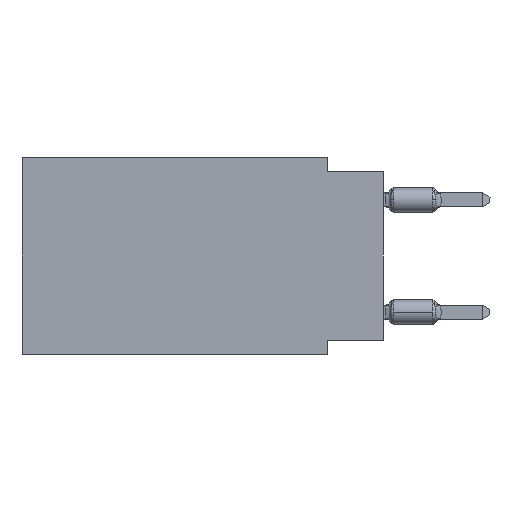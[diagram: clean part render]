
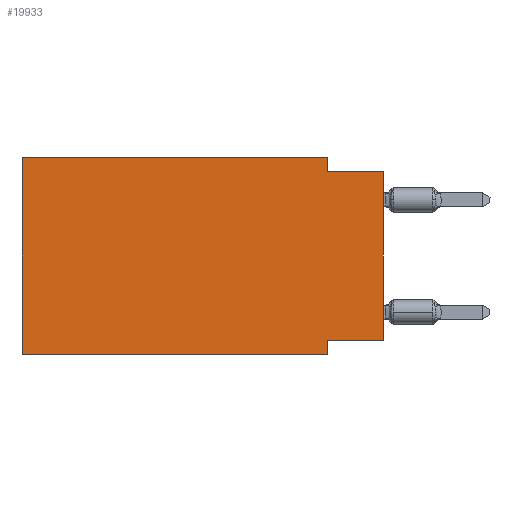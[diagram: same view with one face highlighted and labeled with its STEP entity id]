
A CAD part, left-side view. The second image highlights one B-rep face of the part: STEP entity #19933.
In plain terms, the highlighted planar face has unit normal (-1, 0, 0).
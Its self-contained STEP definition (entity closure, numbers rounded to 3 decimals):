
#121 = VECTOR ( 'NONE', #9997, 1000. ) ;
#361 = DIRECTION ( 'NONE',  ( 0., 0., -1. ) ) ;
#407 = DIRECTION ( 'NONE',  ( 0., 0., -1. ) ) ;
#713 = DIRECTION ( 'NONE',  ( 0., -1., 0. ) ) ;
#872 = CARTESIAN_POINT ( 'NONE',  ( 0., 0., -0.635 ) ) ;
#1013 = DIRECTION ( 'NONE',  ( 0., 0., 1. ) ) ;
#1227 = ORIENTED_EDGE ( 'NONE', *, *, #19040, .F. ) ;
#1337 = EDGE_LOOP ( 'NONE', ( #18631, #1558, #1227, #12294, #17854, #21012, #10868, #3399 ) ) ;
#1503 = LINE ( 'NONE', #20947, #7963 ) ;
#1529 = VERTEX_POINT ( 'NONE', #2518 ) ;
#1558 = ORIENTED_EDGE ( 'NONE', *, *, #6309, .F. ) ;
#1633 = VERTEX_POINT ( 'NONE', #20409 ) ;
#1711 = VERTEX_POINT ( 'NONE', #6251 ) ;
#2018 = AXIS2_PLACEMENT_3D ( 'NONE', #20310, #15057, #361 ) ;
#2130 = LINE ( 'NONE', #18949, #19413 ) ;
#2222 = EDGE_CURVE ( 'NONE', #11858, #1711, #2130, .T. ) ;
#2518 = CARTESIAN_POINT ( 'NONE',  ( 0., 16.383, 0. ) ) ;
#3055 = VECTOR ( 'NONE', #5114, 1000. ) ;
#3399 = ORIENTED_EDGE ( 'NONE', *, *, #18255, .F. ) ;
#3717 = VERTEX_POINT ( 'NONE', #10321 ) ;
#3732 = VECTOR ( 'NONE', #7425, 1000. ) ;
#4404 = VECTOR ( 'NONE', #407, 1000. ) ;
#4460 = VERTEX_POINT ( 'NONE', #11962 ) ;
#5114 = DIRECTION ( 'NONE',  ( 0., 0., 1. ) ) ;
#5295 = PLANE ( 'NONE',  #2018 ) ;
#5762 = EDGE_CURVE ( 'NONE', #11858, #1529, #7035, .T. ) ;
#6251 = CARTESIAN_POINT ( 'NONE',  ( 0., 2.54, -8.89 ) ) ;
#6309 = EDGE_CURVE ( 'NONE', #3717, #10753, #15573, .T. ) ;
#6798 = CARTESIAN_POINT ( 'NONE',  ( 0., 0., -0.635 ) ) ;
#7035 = LINE ( 'NONE', #11750, #3055 ) ;
#7425 = DIRECTION ( 'NONE',  ( 0., -1., 0. ) ) ;
#7963 = VECTOR ( 'NONE', #1013, 1000. ) ;
#8207 = EDGE_CURVE ( 'NONE', #1529, #15826, #16732, .T. ) ;
#9507 = VECTOR ( 'NONE', #10277, 1000. ) ;
#9997 = DIRECTION ( 'NONE',  ( 0., -1., 0. ) ) ;
#10223 = LINE ( 'NONE', #13517, #20119 ) ;
#10277 = DIRECTION ( 'NONE',  ( 0., 1., 0. ) ) ;
#10321 = CARTESIAN_POINT ( 'NONE',  ( 0., 2.54, -0.635 ) ) ;
#10753 = VERTEX_POINT ( 'NONE', #6798 ) ;
#10868 = ORIENTED_EDGE ( 'NONE', *, *, #19484, .F. ) ;
#11750 = CARTESIAN_POINT ( 'NONE',  ( 0., 16.383, 0. ) ) ;
#11827 = FACE_OUTER_BOUND ( 'NONE', #1337, .T. ) ;
#11858 = VERTEX_POINT ( 'NONE', #18157 ) ;
#11962 = CARTESIAN_POINT ( 'NONE',  ( 0., 2.54, -8.255 ) ) ;
#12177 = EDGE_CURVE ( 'NONE', #1633, #10753, #1503, .T. ) ;
#12294 = ORIENTED_EDGE ( 'NONE', *, *, #8207, .F. ) ;
#12794 = CARTESIAN_POINT ( 'NONE',  ( 0., 2.54, 0. ) ) ;
#13517 = CARTESIAN_POINT ( 'NONE',  ( 0., 2.54, 0. ) ) ;
#13718 = LINE ( 'NONE', #19940, #4404 ) ;
#15057 = DIRECTION ( 'NONE',  ( 1., 0., 0. ) ) ;
#15573 = LINE ( 'NONE', #872, #3732 ) ;
#15826 = VERTEX_POINT ( 'NONE', #12794 ) ;
#16732 = LINE ( 'NONE', #20052, #121 ) ;
#16899 = CARTESIAN_POINT ( 'NONE',  ( 0., 0., -8.255 ) ) ;
#17854 = ORIENTED_EDGE ( 'NONE', *, *, #5762, .F. ) ;
#18157 = CARTESIAN_POINT ( 'NONE',  ( 0., 16.383, -8.89 ) ) ;
#18255 = EDGE_CURVE ( 'NONE', #1633, #4460, #18710, .T. ) ;
#18631 = ORIENTED_EDGE ( 'NONE', *, *, #12177, .T. ) ;
#18710 = LINE ( 'NONE', #16899, #9507 ) ;
#18949 = CARTESIAN_POINT ( 'NONE',  ( 0., 16.383, -8.89 ) ) ;
#19040 = EDGE_CURVE ( 'NONE', #15826, #3717, #10223, .T. ) ;
#19413 = VECTOR ( 'NONE', #713, 1000. ) ;
#19484 = EDGE_CURVE ( 'NONE', #4460, #1711, #13718, .T. ) ;
#19933 = ADVANCED_FACE ( 'NONE', ( #11827 ), #5295, .F. ) ;
#19940 = CARTESIAN_POINT ( 'NONE',  ( 0., 2.54, -8.89 ) ) ;
#20052 = CARTESIAN_POINT ( 'NONE',  ( 0., 16.383, 0. ) ) ;
#20065 = DIRECTION ( 'NONE',  ( 0., 0., -1. ) ) ;
#20119 = VECTOR ( 'NONE', #20065, 1000. ) ;
#20310 = CARTESIAN_POINT ( 'NONE',  ( 0., 16.383, 0. ) ) ;
#20409 = CARTESIAN_POINT ( 'NONE',  ( 0., 0., -8.255 ) ) ;
#20947 = CARTESIAN_POINT ( 'NONE',  ( 0., 0., 0. ) ) ;
#21012 = ORIENTED_EDGE ( 'NONE', *, *, #2222, .T. ) ;
